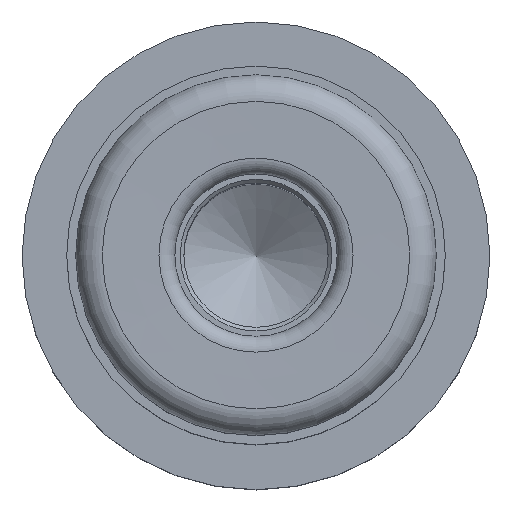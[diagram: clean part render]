
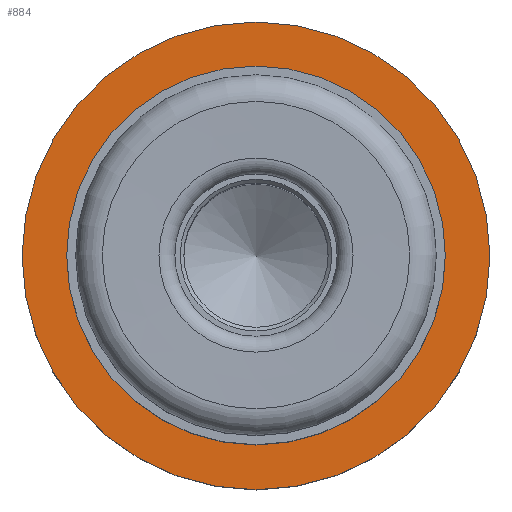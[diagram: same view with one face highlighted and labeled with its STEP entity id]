
A CAD part, top view. The second image highlights one B-rep face of the part: STEP entity #884.
In plain terms, the highlighted face is planar.
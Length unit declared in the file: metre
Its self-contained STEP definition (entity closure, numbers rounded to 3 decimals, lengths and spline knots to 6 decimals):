
#158=PLANE('',#1013);
#204=CIRCLE('',#1012,0.006485);
#205=CIRCLE('',#1014,0.004819);
#248=ORIENTED_EDGE('',*,*,#473,.T.);
#249=ORIENTED_EDGE('',*,*,#472,.T.);
#472=EDGE_CURVE('',#585,#585,#204,.T.);
#473=EDGE_CURVE('',#586,#586,#205,.T.);
#585=VERTEX_POINT('',#1391);
#586=VERTEX_POINT('',#1394);
#693=EDGE_LOOP('',(#248));
#694=EDGE_LOOP('',(#249));
#786=FACE_BOUND('',#693,.T.);
#787=FACE_BOUND('',#694,.T.);
#884=ADVANCED_FACE('',(#786,#787),#158,.T.);
#1012=AXIS2_PLACEMENT_3D('',#1390,#1113,#1114);
#1013=AXIS2_PLACEMENT_3D('',#1392,#1115,#1116);
#1014=AXIS2_PLACEMENT_3D('',#1393,#1117,#1118);
#1113=DIRECTION('',(-1.,0.,0.));
#1114=DIRECTION('',(0.,0.,1.));
#1115=DIRECTION('',(-1.,0.,0.));
#1116=DIRECTION('',(0.,0.,1.));
#1117=DIRECTION('',(1.,0.,0.));
#1118=DIRECTION('',(0.,0.,-1.));
#1390=CARTESIAN_POINT('',(0.0078,0.,0.));
#1391=CARTESIAN_POINT('',(0.0078,0.,0.006485));
#1392=CARTESIAN_POINT('',(0.0078,0.,0.003243));
#1393=CARTESIAN_POINT('',(0.0078,0.,0.));
#1394=CARTESIAN_POINT('',(0.0078,0.,-0.004819));
